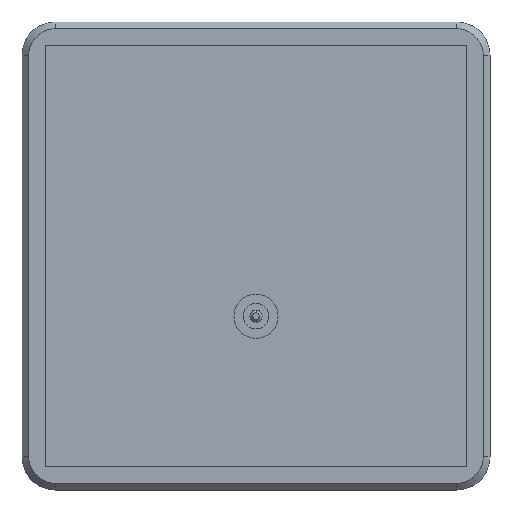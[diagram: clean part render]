
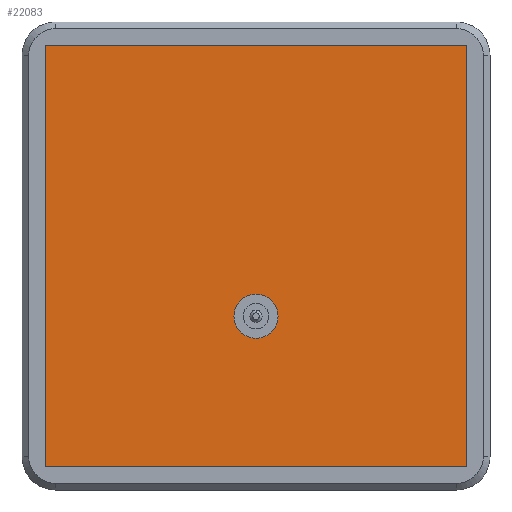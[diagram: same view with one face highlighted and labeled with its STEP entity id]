
A CAD part, front view. The second image highlights one B-rep face of the part: STEP entity #22083.
In plain terms, the highlighted planar face has unit normal (0, -1, 0).
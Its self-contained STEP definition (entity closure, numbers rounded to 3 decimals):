
#348 = VERTEX_POINT('',#349);
#349 = CARTESIAN_POINT('',(0.,-0.01,-2.85));
#358 = CYLINDRICAL_SURFACE('',#359,1.65);
#359 = AXIS2_PLACEMENT_3D('',#360,#361,#362);
#360 = CARTESIAN_POINT('',(0.,-0.01,-4.5));
#361 = DIRECTION('',(-0.,1.,-0.));
#362 = DIRECTION('',(0.,0.,1.));
#370 = CYLINDRICAL_SURFACE('',#371,1.65);
#371 = AXIS2_PLACEMENT_3D('',#372,#373,#374);
#372 = CARTESIAN_POINT('',(0.,-0.01,-4.5));
#373 = DIRECTION('',(-0.,1.,-0.));
#374 = DIRECTION('',(0.,0.,1.));
#411 = VERTEX_POINT('',#412);
#412 = CARTESIAN_POINT('',(0.,-0.01,-6.15));
#433 = EDGE_CURVE('',#348,#411,#434,.T.);
#434 = SURFACE_CURVE('',#435,(#440,#447),.PCURVE_S1.);
#435 = CIRCLE('',#436,1.65);
#436 = AXIS2_PLACEMENT_3D('',#437,#438,#439);
#437 = CARTESIAN_POINT('',(0.,-0.01,-4.5));
#438 = DIRECTION('',(0.,-1.,0.));
#439 = DIRECTION('',(0.,0.,-1.));
#440 = PCURVE('',#358,#441);
#441 = DEFINITIONAL_REPRESENTATION('',(#442),#446);
#442 = LINE('',#443,#444);
#443 = CARTESIAN_POINT('',(9.425,0.));
#444 = VECTOR('',#445,1.);
#445 = DIRECTION('',(-1.,0.));
#446 = ( GEOMETRIC_REPRESENTATION_CONTEXT(2) 
PARAMETRIC_REPRESENTATION_CONTEXT() REPRESENTATION_CONTEXT('2D SPACE',''
  ) );
#447 = PCURVE('',#448,#453);
#448 = PLANE('',#449);
#449 = AXIS2_PLACEMENT_3D('',#450,#451,#452);
#450 = CARTESIAN_POINT('',(0.,-0.01,0.));
#451 = DIRECTION('',(0.,1.,-0.));
#452 = DIRECTION('',(0.,0.,1.));
#453 = DEFINITIONAL_REPRESENTATION('',(#454),#462);
#454 = ( BOUNDED_CURVE() B_SPLINE_CURVE(2,(#455,#456,#457,#458,#459,#460
,#461),.UNSPECIFIED.,.T.,.F.) B_SPLINE_CURVE_WITH_KNOTS((1,2,2,2,2,1),(
    -2.094,0.,2.094,4.189,6.283,
8.378),.UNSPECIFIED.) CURVE() GEOMETRIC_REPRESENTATION_ITEM() 
RATIONAL_B_SPLINE_CURVE((1.,0.5,1.,0.5,1.,0.5,1.)) REPRESENTATION_ITEM(
  '') );
#455 = CARTESIAN_POINT('',(-6.15,0.));
#456 = CARTESIAN_POINT('',(-6.15,2.858));
#457 = CARTESIAN_POINT('',(-3.675,1.429));
#458 = CARTESIAN_POINT('',(-1.2,0.));
#459 = CARTESIAN_POINT('',(-3.675,-1.429));
#460 = CARTESIAN_POINT('',(-6.15,-2.858));
#461 = CARTESIAN_POINT('',(-6.15,0.));
#462 = ( GEOMETRIC_REPRESENTATION_CONTEXT(2) 
PARAMETRIC_REPRESENTATION_CONTEXT() REPRESENTATION_CONTEXT('2D SPACE',''
  ) );
#10247 = PLANE('',#10248);
#10248 = AXIS2_PLACEMENT_3D('',#10249,#10250,#10251);
#10249 = CARTESIAN_POINT('',(15.75,-0.01,-15.75));
#10250 = DIRECTION('',(0.,0.,1.));
#10251 = DIRECTION('',(1.,0.,0.));
#10275 = PLANE('',#10276);
#10276 = AXIS2_PLACEMENT_3D('',#10277,#10278,#10279);
#10277 = CARTESIAN_POINT('',(-15.75,-0.01,15.75));
#10278 = DIRECTION('',(1.,0.,0.));
#10279 = DIRECTION('',(0.,0.,-1.));
#10303 = PLANE('',#10304);
#10304 = AXIS2_PLACEMENT_3D('',#10305,#10306,#10307);
#10305 = CARTESIAN_POINT('',(15.75,-0.01,15.75));
#10306 = DIRECTION('',(0.,0.,-1.));
#10307 = DIRECTION('',(-1.,0.,0.));
#10329 = PLANE('',#10330);
#10330 = AXIS2_PLACEMENT_3D('',#10331,#10332,#10333);
#10331 = CARTESIAN_POINT('',(15.75,-0.01,15.75));
#10332 = DIRECTION('',(-1.,0.,0.));
#10333 = DIRECTION('',(0.,0.,1.));
#22083 = ADVANCED_FACE('',(#22084,#22178),#448,.F.);
#22084 = FACE_BOUND('',#22085,.T.);
#22085 = EDGE_LOOP('',(#22086,#22111,#22134,#22157));
#22086 = ORIENTED_EDGE('',*,*,#22087,.T.);
#22087 = EDGE_CURVE('',#22088,#22090,#22092,.T.);
#22088 = VERTEX_POINT('',#22089);
#22089 = CARTESIAN_POINT('',(-15.75,-0.01,15.75));
#22090 = VERTEX_POINT('',#22091);
#22091 = CARTESIAN_POINT('',(-15.75,-0.01,-15.75));
#22092 = SURFACE_CURVE('',#22093,(#22097,#22104),.PCURVE_S1.);
#22093 = LINE('',#22094,#22095);
#22094 = CARTESIAN_POINT('',(-15.75,-0.01,15.75));
#22095 = VECTOR('',#22096,1.);
#22096 = DIRECTION('',(0.,-0.,-1.));
#22097 = PCURVE('',#448,#22098);
#22098 = DEFINITIONAL_REPRESENTATION('',(#22099),#22103);
#22099 = LINE('',#22100,#22101);
#22100 = CARTESIAN_POINT('',(15.75,-15.75));
#22101 = VECTOR('',#22102,1.);
#22102 = DIRECTION('',(-1.,0.));
#22103 = ( GEOMETRIC_REPRESENTATION_CONTEXT(2) 
PARAMETRIC_REPRESENTATION_CONTEXT() REPRESENTATION_CONTEXT('2D SPACE',''
  ) );
#22104 = PCURVE('',#10275,#22105);
#22105 = DEFINITIONAL_REPRESENTATION('',(#22106),#22110);
#22106 = LINE('',#22107,#22108);
#22107 = CARTESIAN_POINT('',(0.,0.));
#22108 = VECTOR('',#22109,1.);
#22109 = DIRECTION('',(1.,0.));
#22110 = ( GEOMETRIC_REPRESENTATION_CONTEXT(2) 
PARAMETRIC_REPRESENTATION_CONTEXT() REPRESENTATION_CONTEXT('2D SPACE',''
  ) );
#22111 = ORIENTED_EDGE('',*,*,#22112,.T.);
#22112 = EDGE_CURVE('',#22090,#22113,#22115,.T.);
#22113 = VERTEX_POINT('',#22114);
#22114 = CARTESIAN_POINT('',(15.75,-0.01,-15.75));
#22115 = SURFACE_CURVE('',#22116,(#22120,#22127),.PCURVE_S1.);
#22116 = LINE('',#22117,#22118);
#22117 = CARTESIAN_POINT('',(15.75,-0.01,-15.75));
#22118 = VECTOR('',#22119,1.);
#22119 = DIRECTION('',(1.,0.,0.));
#22120 = PCURVE('',#448,#22121);
#22121 = DEFINITIONAL_REPRESENTATION('',(#22122),#22126);
#22122 = LINE('',#22123,#22124);
#22123 = CARTESIAN_POINT('',(-15.75,15.75));
#22124 = VECTOR('',#22125,1.);
#22125 = DIRECTION('',(0.,1.));
#22126 = ( GEOMETRIC_REPRESENTATION_CONTEXT(2) 
PARAMETRIC_REPRESENTATION_CONTEXT() REPRESENTATION_CONTEXT('2D SPACE',''
  ) );
#22127 = PCURVE('',#10247,#22128);
#22128 = DEFINITIONAL_REPRESENTATION('',(#22129),#22133);
#22129 = LINE('',#22130,#22131);
#22130 = CARTESIAN_POINT('',(0.,0.));
#22131 = VECTOR('',#22132,1.);
#22132 = DIRECTION('',(1.,0.));
#22133 = ( GEOMETRIC_REPRESENTATION_CONTEXT(2) 
PARAMETRIC_REPRESENTATION_CONTEXT() REPRESENTATION_CONTEXT('2D SPACE',''
  ) );
#22134 = ORIENTED_EDGE('',*,*,#22135,.T.);
#22135 = EDGE_CURVE('',#22113,#22136,#22138,.T.);
#22136 = VERTEX_POINT('',#22137);
#22137 = CARTESIAN_POINT('',(15.75,-0.01,15.75));
#22138 = SURFACE_CURVE('',#22139,(#22143,#22150),.PCURVE_S1.);
#22139 = LINE('',#22140,#22141);
#22140 = CARTESIAN_POINT('',(15.75,-0.01,15.75));
#22141 = VECTOR('',#22142,1.);
#22142 = DIRECTION('',(0.,-0.,1.));
#22143 = PCURVE('',#448,#22144);
#22144 = DEFINITIONAL_REPRESENTATION('',(#22145),#22149);
#22145 = LINE('',#22146,#22147);
#22146 = CARTESIAN_POINT('',(15.75,15.75));
#22147 = VECTOR('',#22148,1.);
#22148 = DIRECTION('',(1.,0.));
#22149 = ( GEOMETRIC_REPRESENTATION_CONTEXT(2) 
PARAMETRIC_REPRESENTATION_CONTEXT() REPRESENTATION_CONTEXT('2D SPACE',''
  ) );
#22150 = PCURVE('',#10329,#22151);
#22151 = DEFINITIONAL_REPRESENTATION('',(#22152),#22156);
#22152 = LINE('',#22153,#22154);
#22153 = CARTESIAN_POINT('',(0.,0.));
#22154 = VECTOR('',#22155,1.);
#22155 = DIRECTION('',(1.,0.));
#22156 = ( GEOMETRIC_REPRESENTATION_CONTEXT(2) 
PARAMETRIC_REPRESENTATION_CONTEXT() REPRESENTATION_CONTEXT('2D SPACE',''
  ) );
#22157 = ORIENTED_EDGE('',*,*,#22158,.T.);
#22158 = EDGE_CURVE('',#22136,#22088,#22159,.T.);
#22159 = SURFACE_CURVE('',#22160,(#22164,#22171),.PCURVE_S1.);
#22160 = LINE('',#22161,#22162);
#22161 = CARTESIAN_POINT('',(15.75,-0.01,15.75));
#22162 = VECTOR('',#22163,1.);
#22163 = DIRECTION('',(-1.,0.,0.));
#22164 = PCURVE('',#448,#22165);
#22165 = DEFINITIONAL_REPRESENTATION('',(#22166),#22170);
#22166 = LINE('',#22167,#22168);
#22167 = CARTESIAN_POINT('',(15.75,15.75));
#22168 = VECTOR('',#22169,1.);
#22169 = DIRECTION('',(0.,-1.));
#22170 = ( GEOMETRIC_REPRESENTATION_CONTEXT(2) 
PARAMETRIC_REPRESENTATION_CONTEXT() REPRESENTATION_CONTEXT('2D SPACE',''
  ) );
#22171 = PCURVE('',#10303,#22172);
#22172 = DEFINITIONAL_REPRESENTATION('',(#22173),#22177);
#22173 = LINE('',#22174,#22175);
#22174 = CARTESIAN_POINT('',(0.,0.));
#22175 = VECTOR('',#22176,1.);
#22176 = DIRECTION('',(1.,0.));
#22177 = ( GEOMETRIC_REPRESENTATION_CONTEXT(2) 
PARAMETRIC_REPRESENTATION_CONTEXT() REPRESENTATION_CONTEXT('2D SPACE',''
  ) );
#22178 = FACE_BOUND('',#22179,.T.);
#22179 = EDGE_LOOP('',(#22180,#22181));
#22180 = ORIENTED_EDGE('',*,*,#433,.F.);
#22181 = ORIENTED_EDGE('',*,*,#22182,.F.);
#22182 = EDGE_CURVE('',#411,#348,#22183,.T.);
#22183 = SURFACE_CURVE('',#22184,(#22189,#22200),.PCURVE_S1.);
#22184 = CIRCLE('',#22185,1.65);
#22185 = AXIS2_PLACEMENT_3D('',#22186,#22187,#22188);
#22186 = CARTESIAN_POINT('',(0.,-0.01,-4.5));
#22187 = DIRECTION('',(0.,-1.,0.));
#22188 = DIRECTION('',(0.,0.,-1.));
#22189 = PCURVE('',#448,#22190);
#22190 = DEFINITIONAL_REPRESENTATION('',(#22191),#22199);
#22191 = ( BOUNDED_CURVE() B_SPLINE_CURVE(2,(#22192,#22193,#22194,#22195
    ,#22196,#22197,#22198),.UNSPECIFIED.,.T.,.F.) 
B_SPLINE_CURVE_WITH_KNOTS((1,2,2,2,2,1),(-2.094,0.,
    2.094,4.189,6.283,8.378),
.UNSPECIFIED.) CURVE() GEOMETRIC_REPRESENTATION_ITEM() 
RATIONAL_B_SPLINE_CURVE((1.,0.5,1.,0.5,1.,0.5,1.)) REPRESENTATION_ITEM(
  '') );
#22192 = CARTESIAN_POINT('',(-6.15,0.));
#22193 = CARTESIAN_POINT('',(-6.15,2.858));
#22194 = CARTESIAN_POINT('',(-3.675,1.429));
#22195 = CARTESIAN_POINT('',(-1.2,0.));
#22196 = CARTESIAN_POINT('',(-3.675,-1.429));
#22197 = CARTESIAN_POINT('',(-6.15,-2.858));
#22198 = CARTESIAN_POINT('',(-6.15,0.));
#22199 = ( GEOMETRIC_REPRESENTATION_CONTEXT(2) 
PARAMETRIC_REPRESENTATION_CONTEXT() REPRESENTATION_CONTEXT('2D SPACE',''
  ) );
#22200 = PCURVE('',#370,#22201);
#22201 = DEFINITIONAL_REPRESENTATION('',(#22202),#22206);
#22202 = LINE('',#22203,#22204);
#22203 = CARTESIAN_POINT('',(3.142,0.));
#22204 = VECTOR('',#22205,1.);
#22205 = DIRECTION('',(-1.,0.));
#22206 = ( GEOMETRIC_REPRESENTATION_CONTEXT(2) 
PARAMETRIC_REPRESENTATION_CONTEXT() REPRESENTATION_CONTEXT('2D SPACE',''
  ) );
